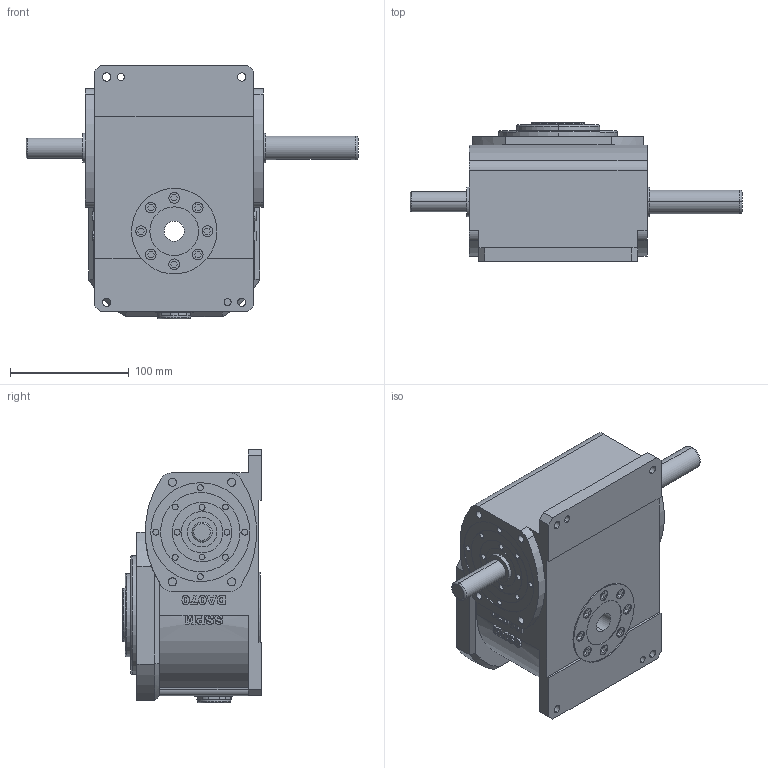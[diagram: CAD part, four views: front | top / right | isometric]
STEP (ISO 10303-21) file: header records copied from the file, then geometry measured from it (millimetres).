
FILE_DESCRIPTION (( 'STEP AP203' ), '1' );
FILE_NAME ('DA070標準外型.STEP', '2025-05-17T07:16:21', ( '' ), ( '' ), 'SwSTEP 2.0', 'SolidWorks 2018', '' );
FILE_SCHEMA (( 'CONFIG_CONTROL_DESIGN' ));
Length unit declared in the file: millimetre
Products named in the file (1): DA070標準外型
Bounding box: 280 x 117 x 214 mm (x, y, z)
Volume: 2610437.8 mm3; surface area: 156013.6 mm2
Topology: 1 solids, 1 shells, 726 faces, 1772 edges, 1165 vertices
Faces by surface type: plane 369, cylinder 211, bspline 130, torus 14, cone 2
Entity records: 29290 total; most frequent: CARTESIAN_POINT 12598, ORIENTED_EDGE 3544, DIRECTION 3137, EDGE_CURVE 1772, VERTEX_POINT 1165, AXIS2_PLACEMENT_3D 1064, VECTOR 1009, LINE 1009
